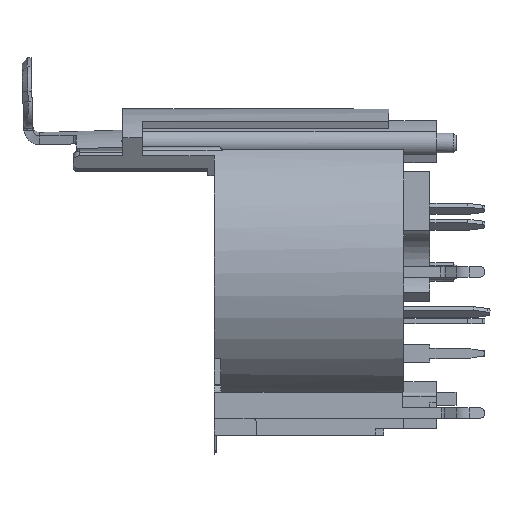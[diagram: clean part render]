
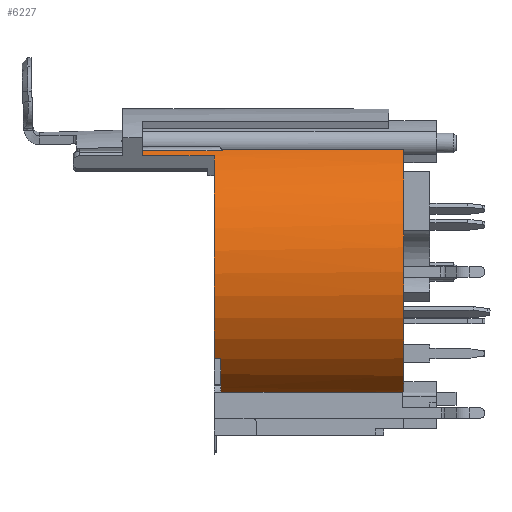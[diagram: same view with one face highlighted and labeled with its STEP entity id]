
A CAD part, left-side view. The second image highlights one B-rep face of the part: STEP entity #6227.
In plain terms, the highlighted cylindrical face has radius 10.9 mm (diameter 21.8 mm), a partial arc.
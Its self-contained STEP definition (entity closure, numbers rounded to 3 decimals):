
#313=CARTESIAN_POINT('',(0.,26.852,12.5));
#314=DIRECTION('',(0.,-1.,0.));
#315=DIRECTION('',(-0.58,0.,0.815));
#316=AXIS2_PLACEMENT_3D('',#313,#314,#315);
#318=DIRECTION('',(0.,-1.,0.));
#319=VECTOR('',#318,5.5);
#320=CARTESIAN_POINT('',(-6.321,32.352,21.38));
#321=LINE('',#320,#319);
#322=DIRECTION('',(0.,-1.,0.));
#323=VECTOR('',#322,13.9);
#324=CARTESIAN_POINT('',(-5.542,26.252,21.886));
#325=LINE('',#324,#323);
#326=DIRECTION('',(0.,1.,0.));
#327=VECTOR('',#326,13.5);
#328=CARTESIAN_POINT('',(-1.1,12.352,1.656));
#329=LINE('',#328,#327);
#330=DIRECTION('',(0.,1.,0.));
#331=VECTOR('',#330,0.5);
#332=CARTESIAN_POINT('',(-1.947,25.852,1.775));
#333=LINE('',#332,#331);
#334=DIRECTION('',(0.,1.,0.));
#335=VECTOR('',#334,0.5);
#336=CARTESIAN_POINT('',(-8.65,26.352,5.868));
#337=LINE('',#336,#335);
#2055=CARTESIAN_POINT('',(0.,26.352,
12.5));
#2056=DIRECTION('',(0.,-1.,0.));
#2057=DIRECTION('',(-0.794,0.,-0.608));
#2058=AXIS2_PLACEMENT_3D('',#2055,#2056,#2057);
#2118=CARTESIAN_POINT('',(0.,25.852,
12.5));
#2119=DIRECTION('',(0.,-1.,0.));
#2120=DIRECTION('',(-0.179,0.,-0.984));
#2121=AXIS2_PLACEMENT_3D('',#2118,#2119,#2120);
#2140=CARTESIAN_POINT('',(0.,12.352,
12.5));
#2141=DIRECTION('',(0.,1.,0.));
#2142=DIRECTION('',(-0.101,0.,-0.995));
#2143=AXIS2_PLACEMENT_3D('',#2140,#2141,#2142);
#2145=CARTESIAN_POINT('',(0.,12.352,
12.5));
#2146=DIRECTION('',(0.,1.,0.));
#2147=DIRECTION('',(-1.,0.,0.));
#2148=AXIS2_PLACEMENT_3D('',#2145,#2146,#2147);
#2556=CARTESIAN_POINT('',(0.,26.252,
12.5));
#2557=DIRECTION('',(0.,-1.,0.));
#2558=DIRECTION('',(-0.508,0.,0.861));
#2559=AXIS2_PLACEMENT_3D('',#2556,#2557,#2558);
#2582=DIRECTION('',(0.,1.,0.));
#2583=VECTOR('',#2582,6.1);
#2584=CARTESIAN_POINT('',(-5.722,26.252,21.777));
#2585=LINE('',#2584,#2583);
#2629=CARTESIAN_POINT('',(0.,32.352,
12.5));
#2630=DIRECTION('',(0.,-1.,0.));
#2631=DIRECTION('',(-0.525,0.,0.851));
#2632=AXIS2_PLACEMENT_3D('',#2629,#2630,#2631);
#4658=CARTESIAN_POINT('',(-8.65,26.352,5.868));
#4659=CARTESIAN_POINT('',(-1.947,26.352,1.775));
#4660=VERTEX_POINT('',#4658);
#4661=VERTEX_POINT('',#4659);
#4674=CARTESIAN_POINT('',(-1.1,12.352,1.656));
#4675=CARTESIAN_POINT('',(-1.1,25.852,1.656));
#4676=VERTEX_POINT('',#4674);
#4677=VERTEX_POINT('',#4675);
#4678=CARTESIAN_POINT('',(-1.947,25.852,1.775));
#4679=VERTEX_POINT('',#4678);
#4680=CARTESIAN_POINT('',(-5.722,26.252,21.777));
#4681=CARTESIAN_POINT('',(-5.722,32.352,21.777));
#4682=VERTEX_POINT('',#4680);
#4683=VERTEX_POINT('',#4681);
#4684=CARTESIAN_POINT('',(-5.542,26.252,21.886));
#4685=VERTEX_POINT('',#4684);
#4686=CARTESIAN_POINT('',(-5.542,12.352,21.886));
#4687=VERTEX_POINT('',#4686);
#4688=CARTESIAN_POINT('',(-10.9,12.352,12.5));
#4689=VERTEX_POINT('',#4688);
#5770=CARTESIAN_POINT('',(-6.321,26.852,21.38));
#5771=CARTESIAN_POINT('',(-8.65,26.852,5.868));
#5772=VERTEX_POINT('',#5770);
#5773=VERTEX_POINT('',#5771);
#5774=CARTESIAN_POINT('',(-6.321,32.352,21.38));
#5775=VERTEX_POINT('',#5774);
#6196=CARTESIAN_POINT('',(0.,35.852,
12.5));
#6197=DIRECTION('',(0.,-1.,0.));
#6198=DIRECTION('',(-1.,0.,0.));
#6199=AXIS2_PLACEMENT_3D('',#6196,#6197,#6198);
#6200=CYLINDRICAL_SURFACE('',#6199,10.9);
#6201=ORIENTED_EDGE('',*,*,#6087,.F.);
#6203=ORIENTED_EDGE('',*,*,#6202,.F.);
#6205=ORIENTED_EDGE('',*,*,#6204,.F.);
#6207=ORIENTED_EDGE('',*,*,#6206,.F.);
#6209=ORIENTED_EDGE('',*,*,#6208,.F.);
#6211=ORIENTED_EDGE('',*,*,#6210,.T.);
#6213=ORIENTED_EDGE('',*,*,#6212,.F.);
#6215=ORIENTED_EDGE('',*,*,#6214,.F.);
#6217=ORIENTED_EDGE('',*,*,#6216,.T.);
#6219=ORIENTED_EDGE('',*,*,#6218,.F.);
#6221=ORIENTED_EDGE('',*,*,#6220,.T.);
#6223=ORIENTED_EDGE('',*,*,#6222,.F.);
#6224=ORIENTED_EDGE('',*,*,#6165,.T.);
#6225=EDGE_LOOP('',(#6201,#6203,#6205,#6207,#6209,#6211,#6213,#6215,#6217,#6219,
#6221,#6223,#6224));
#6226=FACE_OUTER_BOUND('',#6225,.F.);
#317=CIRCLE('',#316,10.9);
#2059=CIRCLE('',#2058,10.9);
#2122=CIRCLE('',#2121,10.9);
#2144=CIRCLE('',#2143,10.9);
#2149=CIRCLE('',#2148,10.9);
#2560=CIRCLE('',#2559,10.9);
#2633=CIRCLE('',#2632,10.9);
#6087=EDGE_CURVE('',#5772,#5773,#317,.T.);
#6165=EDGE_CURVE('',#4660,#5773,#337,.T.);
#6202=EDGE_CURVE('',#5775,#5772,#321,.T.);
#6204=EDGE_CURVE('',#4683,#5775,#2633,.T.);
#6206=EDGE_CURVE('',#4682,#4683,#2585,.T.);
#6208=EDGE_CURVE('',#4685,#4682,#2560,.T.);
#6210=EDGE_CURVE('',#4685,#4687,#325,.T.);
#6212=EDGE_CURVE('',#4689,#4687,#2149,.T.);
#6214=EDGE_CURVE('',#4676,#4689,#2144,.T.);
#6216=EDGE_CURVE('',#4676,#4677,#329,.T.);
#6218=EDGE_CURVE('',#4679,#4677,#2122,.T.);
#6220=EDGE_CURVE('',#4679,#4661,#333,.T.);
#6222=EDGE_CURVE('',#4660,#4661,#2059,.T.);
#6227=ADVANCED_FACE('',(#6226),#6200,.T.);
